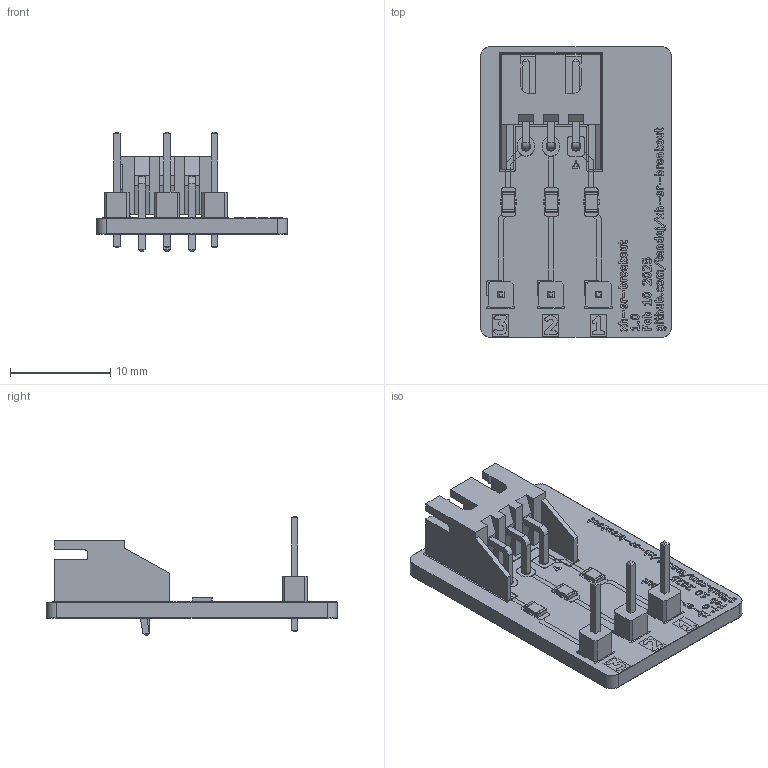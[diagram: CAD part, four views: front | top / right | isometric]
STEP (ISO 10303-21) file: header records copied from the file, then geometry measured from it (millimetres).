
FILE_DESCRIPTION(('KiCad electronic assembly'),'2;1');
FILE_NAME('board-model.step','2025-04-09T00:55:21',('Pcbnew'),('Kicad'), 'Open CASCADE STEP processor 7.6','KiCad to STEP converter','Unknown' );
FILE_SCHEMA(('AUTOMOTIVE_DESIGN { 1 0 10303 214 1 1 1 1 }'));
Length unit declared in the file: millimetre
Products named in the file (8): board-model 1; R_0805_2012Metric; JST_XH_S3B-XH-A_1x03_P2.50mm_Horizontal; PinHeader_1x01_P2.54mm_Vertical; xh-sr-breakout_copper; xh-sr-breakout_silkscreen; xh-sr-breakout_soldermask; xh-sr-breakout_PCB
Assembly tree (11 placements, depth 2):
  board-model 1
    R_0805_2012Metric  x3
    JST_XH_S3B-XH-A_1x03_P2.50mm_Horizontal
    PinHeader_1x01_P2.54mm_Vertical  x3
    xh-sr-breakout_copper
    xh-sr-breakout_silkscreen
    xh-sr-breakout_soldermask
    xh-sr-breakout_PCB
Bounding box: 19 x 29 x 11.94 mm (x, y, z)
Volume: 1119.1 mm3; surface area: 3372.7 mm2
Topology: 14 solids, 96 shells, 573 faces, 2714 edges, 2275 vertices
Faces by surface type: plane 473, cylinder 100
Full cylindrical faces by diameter (mm): 0.9 x3, 0.95 x9, 1 x6
Entity records: 25508 total; most frequent: CARTESIAN_POINT 5034, DIRECTION 3943, ORIENTED_EDGE 3454, EDGE_CURVE 2450, VERTEX_POINT 2107, LINE 1911, VECTOR 1911, AXIS2_PLACEMENT_3D 1016
